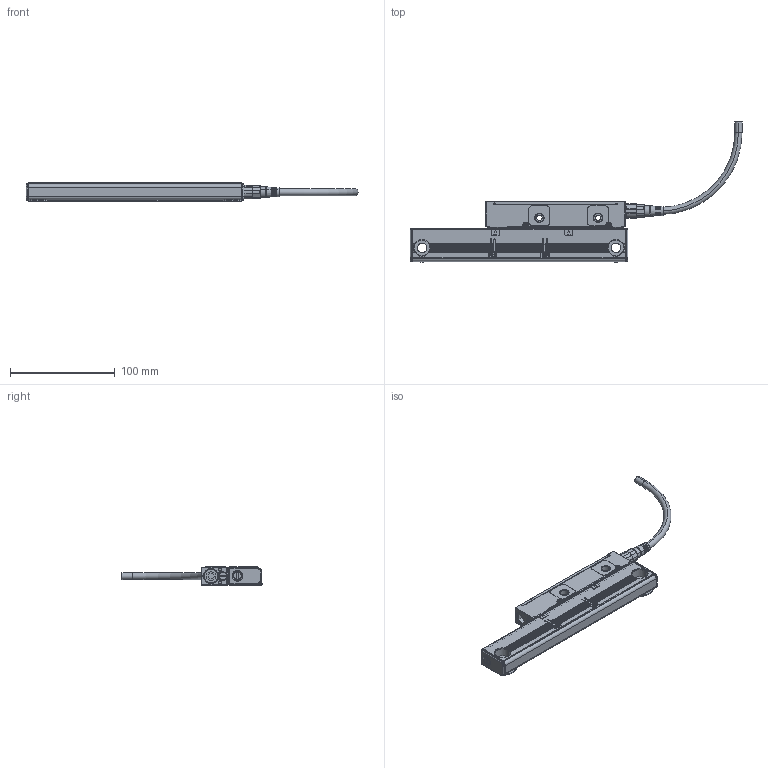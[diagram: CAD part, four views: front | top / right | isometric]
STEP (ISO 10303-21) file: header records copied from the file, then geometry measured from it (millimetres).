
FILE_DESCRIPTION(('CATIA V5 STEP'),'2;1');
FILE_NAME('SR27A-007-L.stp','2014-09-24T00:52:36+00:00',('none'),('none'),'CATIA Version 5 Release 19 SP 6 (IN-10)','CATIA V5 STEP AP214','none');
FILE_SCHEMA(('AUTOMOTIVE_DESIGN { 1 0 10303 214 1 1 1 1 }'));
Products named in the file (1): SR27A-007-L
Bounding box: 316.9 x 133.65 x 17.85 mm (x, y, z)
Volume: 476.5 mm3; surface area: 51016.9 mm2
Topology: 38 solids, 40 shells, 2127 faces, 5590 edges, 3531 vertices
Faces by surface type: plane 1009, cylinder 802, torus 108, cone 106, bspline 72, sphere 30
Entity records: 65351 total; most frequent: CARTESIAN_POINT 17604, ORIENTED_EDGE 11088, DIRECTION 7625, EDGE_CURVE 5540, VERTEX_POINT 3531, AXIS2_PLACEMENT_3D 3172, VECTOR 3131, LINE 3131
